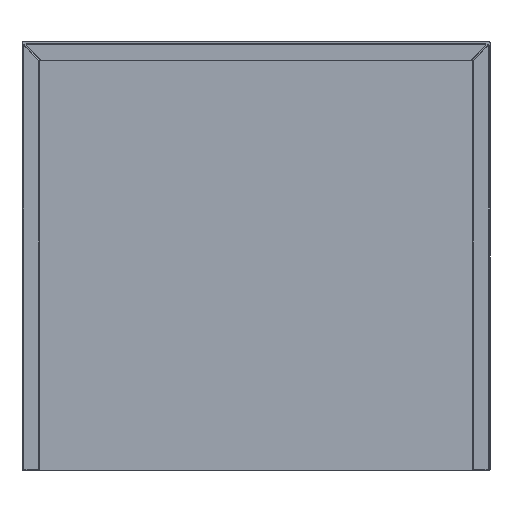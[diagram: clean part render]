
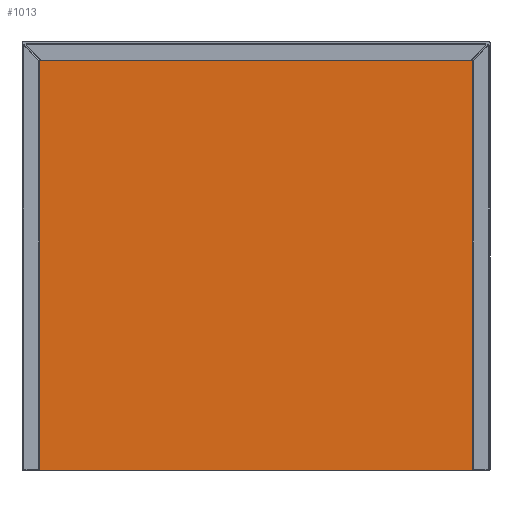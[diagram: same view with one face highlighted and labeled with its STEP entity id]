
A CAD part, front view. The second image highlights one B-rep face of the part: STEP entity #1013.
In plain terms, the highlighted planar face has unit normal (0, -1, 0).
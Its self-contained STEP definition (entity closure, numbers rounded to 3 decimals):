
#103 = VERTEX_POINT ( 'NONE', #4698 ) ;
#172 = CARTESIAN_POINT ( 'NONE',  ( 232., 0., 230. ) ) ;
#267 = CARTESIAN_POINT ( 'NONE',  ( -232., 0., -230. ) ) ;
#278 = CARTESIAN_POINT ( 'NONE',  ( -232., 0., -230. ) ) ;
#313 = LINE ( 'NONE', #4396, #4664 ) ;
#533 = DIRECTION ( 'NONE',  ( 1., 0., 0. ) ) ;
#828 = DIRECTION ( 'NONE',  ( 0., -1., 0. ) ) ;
#1013 = ADVANCED_FACE ( 'NONE', ( #1352 ), #4892, .T. ) ;
#1200 = LINE ( 'NONE', #267, #3409 ) ;
#1225 = EDGE_CURVE ( 'NONE', #2186, #5759, #3671, .T. ) ;
#1352 = FACE_OUTER_BOUND ( 'NONE', #3281, .T. ) ;
#1436 = ORIENTED_EDGE ( 'NONE', *, *, #3791, .F. ) ;
#1491 = CARTESIAN_POINT ( 'NONE',  ( -232., 0., 210. ) ) ;
#1558 = DIRECTION ( 'NONE',  ( 0., 0., -1. ) ) ;
#1783 = VECTOR ( 'NONE', #1558, 1000. ) ;
#1907 = ORIENTED_EDGE ( 'NONE', *, *, #1225, .F. ) ;
#2186 = VERTEX_POINT ( 'NONE', #3769 ) ;
#2496 = VECTOR ( 'NONE', #533, 1000. ) ;
#2985 = DIRECTION ( 'NONE',  ( -1., 0., 0. ) ) ;
#3053 = AXIS2_PLACEMENT_3D ( 'NONE', #4006, #828, #3168 ) ;
#3168 = DIRECTION ( 'NONE',  ( 0., 0., -1. ) ) ;
#3178 = LINE ( 'NONE', #172, #1783 ) ;
#3281 = EDGE_LOOP ( 'NONE', ( #4173, #1907, #5014, #1436 ) ) ;
#3409 = VECTOR ( 'NONE', #2985, 1000. ) ;
#3670 = CARTESIAN_POINT ( 'NONE',  ( 232., 0., 210. ) ) ;
#3671 = LINE ( 'NONE', #1491, #2496 ) ;
#3769 = CARTESIAN_POINT ( 'NONE',  ( -232., 0., 210. ) ) ;
#3791 = EDGE_CURVE ( 'NONE', #103, #5164, #1200, .T. ) ;
#4006 = CARTESIAN_POINT ( 'NONE',  ( 0., 0., 0. ) ) ;
#4173 = ORIENTED_EDGE ( 'NONE', *, *, #4548, .F. ) ;
#4339 = DIRECTION ( 'NONE',  ( 0., 0., 1. ) ) ;
#4396 = CARTESIAN_POINT ( 'NONE',  ( -232., 0., 230. ) ) ;
#4548 = EDGE_CURVE ( 'NONE', #5759, #103, #3178, .T. ) ;
#4664 = VECTOR ( 'NONE', #4339, 1000. ) ;
#4698 = CARTESIAN_POINT ( 'NONE',  ( 232., 0., -230. ) ) ;
#4727 = EDGE_CURVE ( 'NONE', #5164, #2186, #313, .T. ) ;
#4892 = PLANE ( 'NONE',  #3053 ) ;
#5014 = ORIENTED_EDGE ( 'NONE', *, *, #4727, .F. ) ;
#5164 = VERTEX_POINT ( 'NONE', #278 ) ;
#5759 = VERTEX_POINT ( 'NONE', #3670 ) ;
